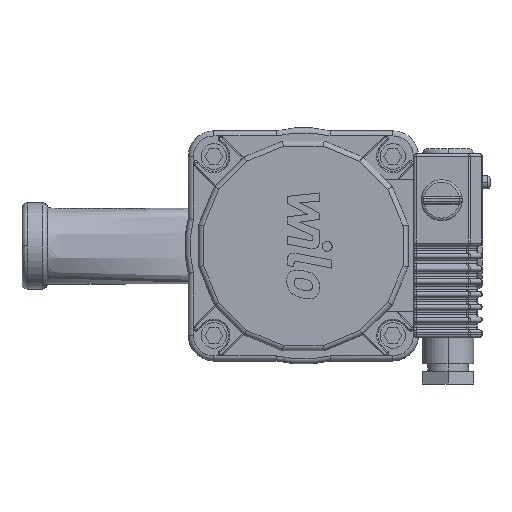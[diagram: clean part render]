
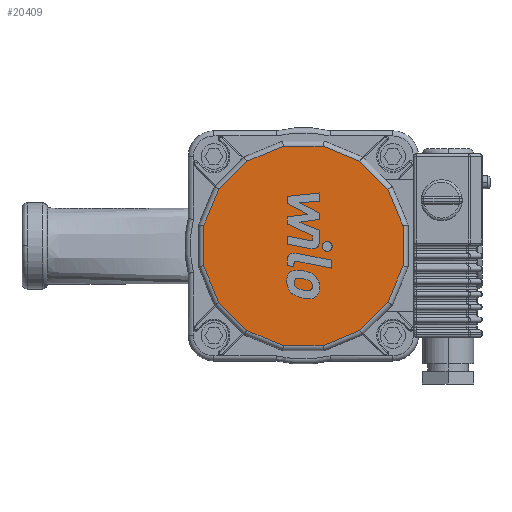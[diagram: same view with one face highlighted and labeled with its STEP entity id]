
A CAD part, front view. The second image highlights one B-rep face of the part: STEP entity #20409.
In plain terms, the highlighted planar face has unit normal (0, -1, 0).
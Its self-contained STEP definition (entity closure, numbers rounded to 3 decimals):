
#19819=CARTESIAN_POINT('',(87.908,-97.0,-33.063));
#19820=VERTEX_POINT('',#19819);
#19821=CARTESIAN_POINT('',(76.937,-97.,-22.092));
#19822=VERTEX_POINT('',#19821);
#19823=CARTESIAN_POINT('',(87.908,-97.0,-33.063));
#19824=DIRECTION('',(-0.707,0.,0.707));
#19825=VECTOR('',#19824,15.515);
#19826=LINE('',#19823,#19825);
#19827=EDGE_CURVE('',#19820,#19822,#19826,.T.);
#19852=CARTESIAN_POINT('',(71.,-97.,-7.758));
#19853=VERTEX_POINT('',#19852);
#19854=CARTESIAN_POINT('',(76.937,-97.,-22.092));
#19855=DIRECTION('',(-0.383,0.0,0.924));
#19856=VECTOR('',#19855,15.515);
#19857=LINE('',#19854,#19856);
#19858=EDGE_CURVE('',#19822,#19853,#19857,.T.);
#19884=CARTESIAN_POINT('',(71.,-97.,7.758));
#19885=VERTEX_POINT('',#19884);
#19886=CARTESIAN_POINT('',(71.,-97.,-7.758));
#19887=DIRECTION('',(0.0,0.0,1.0));
#19888=VECTOR('',#19887,15.515);
#19889=LINE('',#19886,#19888);
#19890=EDGE_CURVE('',#19853,#19885,#19889,.T.);
#19916=CARTESIAN_POINT('',(76.937,-97.,22.092));
#19917=VERTEX_POINT('',#19916);
#19918=CARTESIAN_POINT('',(71.,-97.,7.758));
#19919=DIRECTION('',(0.383,0.0,0.924));
#19920=VECTOR('',#19919,15.515);
#19921=LINE('',#19918,#19920);
#19922=EDGE_CURVE('',#19885,#19917,#19921,.T.);
#19946=CARTESIAN_POINT('',(87.908,-97.,33.063));
#19947=VERTEX_POINT('',#19946);
#19948=CARTESIAN_POINT('',(76.937,-97.,22.092));
#19949=DIRECTION('',(0.707,0.0,0.707));
#19950=VECTOR('',#19949,15.515);
#19951=LINE('',#19948,#19950);
#19952=EDGE_CURVE('',#19917,#19947,#19951,.T.);
#19971=CARTESIAN_POINT('',(102.242,-97.,39.0));
#19972=VERTEX_POINT('',#19971);
#19973=CARTESIAN_POINT('',(87.908,-97.,33.063));
#19974=DIRECTION('',(0.924,0.0,0.383));
#19975=VECTOR('',#19974,15.515);
#19976=LINE('',#19973,#19975);
#19977=EDGE_CURVE('',#19947,#19972,#19976,.T.);
#20003=CARTESIAN_POINT('',(117.758,-97.,39.0));
#20004=VERTEX_POINT('',#20003);
#20005=CARTESIAN_POINT('',(102.242,-97.,39.0));
#20006=DIRECTION('',(1.0,0.0,0.0));
#20007=VECTOR('',#20006,15.515);
#20008=LINE('',#20005,#20007);
#20009=EDGE_CURVE('',#19972,#20004,#20008,.T.);
#20035=CARTESIAN_POINT('',(132.092,-97.,33.063));
#20036=VERTEX_POINT('',#20035);
#20037=CARTESIAN_POINT('',(117.758,-97.,39.0));
#20038=DIRECTION('',(0.924,0.0,-0.383));
#20039=VECTOR('',#20038,15.515);
#20040=LINE('',#20037,#20039);
#20041=EDGE_CURVE('',#20004,#20036,#20040,.T.);
#20065=CARTESIAN_POINT('',(143.063,-97.0,22.092));
#20066=VERTEX_POINT('',#20065);
#20067=CARTESIAN_POINT('',(132.092,-97.,33.063));
#20068=DIRECTION('',(0.707,0.,-0.707));
#20069=VECTOR('',#20068,15.515);
#20070=LINE('',#20067,#20069);
#20071=EDGE_CURVE('',#20036,#20066,#20070,.T.);
#20090=CARTESIAN_POINT('',(149.0,-97.0,7.758));
#20091=VERTEX_POINT('',#20090);
#20092=CARTESIAN_POINT('',(143.063,-97.0,22.092));
#20093=DIRECTION('',(0.383,0.0,-0.924));
#20094=VECTOR('',#20093,15.515);
#20095=LINE('',#20092,#20094);
#20096=EDGE_CURVE('',#20066,#20091,#20095,.T.);
#20122=CARTESIAN_POINT('',(149.0,-97.0,-7.758));
#20123=VERTEX_POINT('',#20122);
#20124=CARTESIAN_POINT('',(149.0,-97.0,7.758));
#20125=DIRECTION('',(0.0,0.0,-1.0));
#20126=VECTOR('',#20125,15.515);
#20127=LINE('',#20124,#20126);
#20128=EDGE_CURVE('',#20091,#20123,#20127,.T.);
#20154=CARTESIAN_POINT('',(143.063,-97.0,-22.092));
#20155=VERTEX_POINT('',#20154);
#20156=CARTESIAN_POINT('',(149.0,-97.0,-7.758));
#20157=DIRECTION('',(-0.383,0.0,-0.924));
#20158=VECTOR('',#20157,15.515);
#20159=LINE('',#20156,#20158);
#20160=EDGE_CURVE('',#20123,#20155,#20159,.T.);
#20184=CARTESIAN_POINT('',(132.092,-97.0,-33.063));
#20185=VERTEX_POINT('',#20184);
#20186=CARTESIAN_POINT('',(143.063,-97.0,-22.092));
#20187=DIRECTION('',(-0.707,0.0,-0.707));
#20188=VECTOR('',#20187,15.515);
#20189=LINE('',#20186,#20188);
#20190=EDGE_CURVE('',#20155,#20185,#20189,.T.);
#20209=CARTESIAN_POINT('',(117.758,-97.0,-39.0));
#20210=VERTEX_POINT('',#20209);
#20211=CARTESIAN_POINT('',(132.092,-97.0,-33.063));
#20212=DIRECTION('',(-0.924,0.0,-0.383));
#20213=VECTOR('',#20212,15.515);
#20214=LINE('',#20211,#20213);
#20215=EDGE_CURVE('',#20185,#20210,#20214,.T.);
#20241=CARTESIAN_POINT('',(102.242,-97.0,-39.0));
#20242=VERTEX_POINT('',#20241);
#20243=CARTESIAN_POINT('',(117.758,-97.0,-39.0));
#20244=DIRECTION('',(-1.0,0.0,0.0));
#20245=VECTOR('',#20244,15.515);
#20246=LINE('',#20243,#20245);
#20247=EDGE_CURVE('',#20210,#20242,#20246,.T.);
#20273=CARTESIAN_POINT('',(102.242,-97.0,-39.0));
#20274=DIRECTION('',(-0.924,0.0,0.383));
#20275=VECTOR('',#20274,15.515);
#20276=LINE('',#20273,#20275);
#20277=EDGE_CURVE('',#20242,#19820,#20276,.T.);
#20386=CARTESIAN_POINT('',(110.0,-97.0,0.));
#20387=DIRECTION('',(0.0,1.0,0.0));
#20388=DIRECTION('',(-1.0,0.0,0.0));
#20389=AXIS2_PLACEMENT_3D('',#20386,#20387,#20388);
#20390=PLANE('',#20389);
#20391=ORIENTED_EDGE('',*,*,#19827,.F.);
#20392=ORIENTED_EDGE('',*,*,#20277,.F.);
#20393=ORIENTED_EDGE('',*,*,#20247,.F.);
#20394=ORIENTED_EDGE('',*,*,#20215,.F.);
#20395=ORIENTED_EDGE('',*,*,#20190,.F.);
#20396=ORIENTED_EDGE('',*,*,#20160,.F.);
#20397=ORIENTED_EDGE('',*,*,#20128,.F.);
#20398=ORIENTED_EDGE('',*,*,#20096,.F.);
#20399=ORIENTED_EDGE('',*,*,#20071,.F.);
#20400=ORIENTED_EDGE('',*,*,#20041,.F.);
#20401=ORIENTED_EDGE('',*,*,#20009,.F.);
#20402=ORIENTED_EDGE('',*,*,#19977,.F.);
#20403=ORIENTED_EDGE('',*,*,#19952,.F.);
#20404=ORIENTED_EDGE('',*,*,#19922,.F.);
#20405=ORIENTED_EDGE('',*,*,#19890,.F.);
#20406=ORIENTED_EDGE('',*,*,#19858,.F.);
#20407=EDGE_LOOP('',(#20391,#20392,#20393,#20394,#20395,#20396,#20397,#20398,#20399,#20400,#20401,#20402,#20403,#20404,#20405,#20406));
#20408=FACE_OUTER_BOUND('',#20407,.T.);
#20409=ADVANCED_FACE('',(#20408),#20390,.F.);
